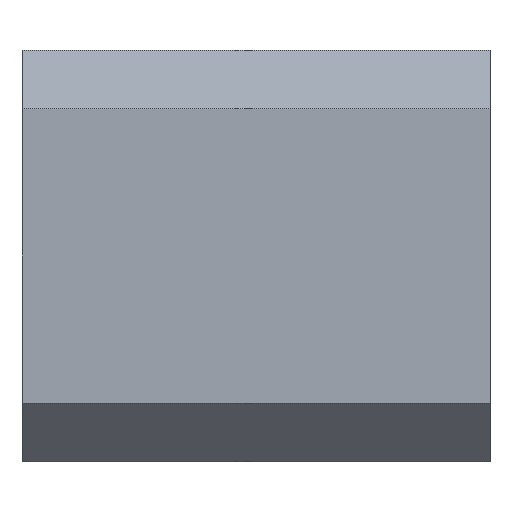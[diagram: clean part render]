
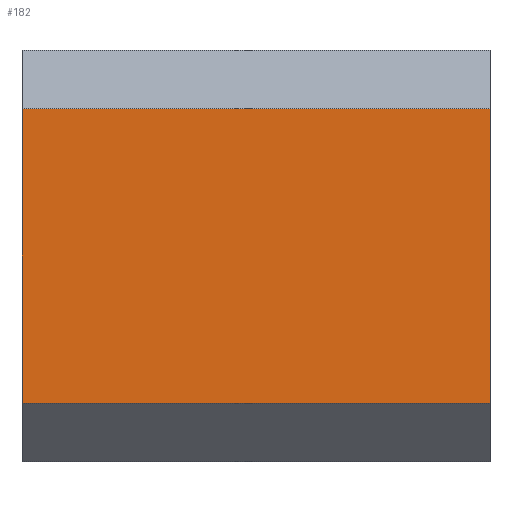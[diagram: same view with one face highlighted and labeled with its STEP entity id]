
A CAD part, front view. The second image highlights one B-rep face of the part: STEP entity #182.
In plain terms, the highlighted planar face has unit normal (0, -1, 0).
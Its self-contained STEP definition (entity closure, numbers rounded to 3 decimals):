
#32=FACE_OUTER_BOUND('',#42,.T.);
#42=EDGE_LOOP('',(#131,#132,#133,#134));
#58=LINE('',#274,#74);
#59=LINE('',#277,#75);
#60=LINE('',#279,#76);
#61=LINE('',#280,#77);
#74=VECTOR('',#218,10.);
#75=VECTOR('',#221,10.);
#76=VECTOR('',#222,10.);
#77=VECTOR('',#223,10.);
#87=VERTEX_POINT('',#267);
#90=VERTEX_POINT('',#272);
#91=VERTEX_POINT('',#276);
#92=VERTEX_POINT('',#278);
#106=EDGE_CURVE('',#90,#87,#58,.T.);
#107=EDGE_CURVE('',#91,#90,#59,.T.);
#108=EDGE_CURVE('',#92,#91,#60,.T.);
#109=EDGE_CURVE('',#87,#92,#61,.T.);
#131=ORIENTED_EDGE('',*,*,#106,.F.);
#132=ORIENTED_EDGE('',*,*,#107,.F.);
#133=ORIENTED_EDGE('',*,*,#108,.F.);
#134=ORIENTED_EDGE('',*,*,#109,.F.);
#176=PLANE('',#194);
#182=ADVANCED_FACE('',(#32),#176,.T.);
#194=AXIS2_PLACEMENT_3D('',#275,#219,#220);
#218=DIRECTION('',(1.,0.,0.));
#219=DIRECTION('center_axis',(0.,-1.,0.));
#220=DIRECTION('ref_axis',(0.,0.,-1.));
#221=DIRECTION('',(0.,0.,1.));
#222=DIRECTION('',(-1.,0.,0.));
#223=DIRECTION('',(0.,0.,-1.));
#267=CARTESIAN_POINT('',(39.433,-8.,24.));
#272=CARTESIAN_POINT('',(15.567,-8.,24.));
#274=CARTESIAN_POINT('',(27.5,-8.,24.));
#275=CARTESIAN_POINT('Origin',(27.5,-8.,27.));
#276=CARTESIAN_POINT('',(15.567,-8.,9.));
#277=CARTESIAN_POINT('',(15.567,-8.,0.));
#278=CARTESIAN_POINT('',(39.433,-8.,9.));
#279=CARTESIAN_POINT('',(27.5,-8.,9.));
#280=CARTESIAN_POINT('',(39.433,-8.,0.));
